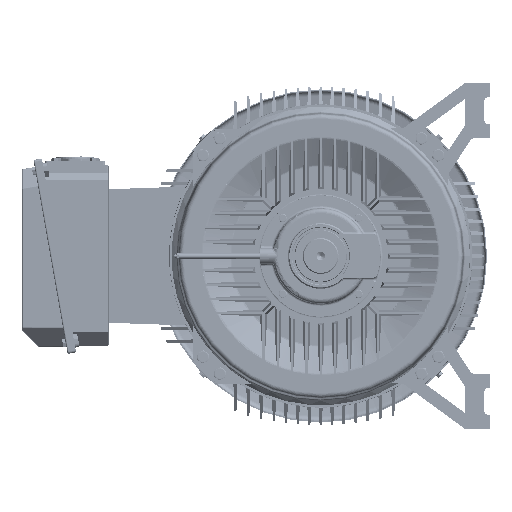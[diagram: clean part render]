
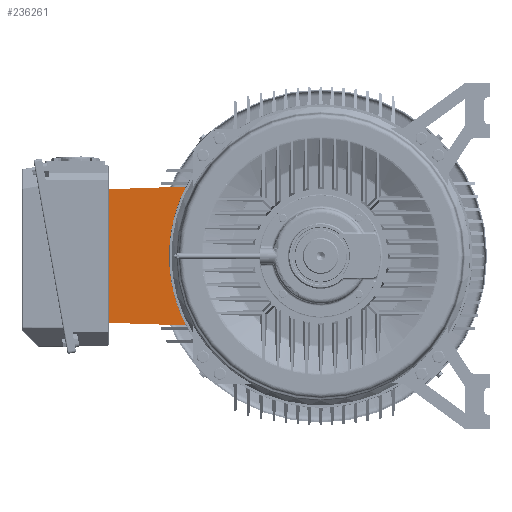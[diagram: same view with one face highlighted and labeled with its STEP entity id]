
A CAD part, left-side view. The second image highlights one B-rep face of the part: STEP entity #236261.
In plain terms, the highlighted planar face has unit normal (-0.999, 0.035, 0).
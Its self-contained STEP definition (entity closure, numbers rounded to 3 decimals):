
#6662 = CARTESIAN_POINT ( 'NONE',  ( -457.669, 282.674, 145.669 ) ) ;
#6752 = CARTESIAN_POINT ( 'NONE',  ( -457.669, 282.674, -145.669 ) ) ;
#6753 = CARTESIAN_POINT ( 'NONE',  ( -455.991, 330.717, -52.44 ) ) ;
#6755 = CARTESIAN_POINT ( 'NONE',  ( -455.991, 330.717, 52.44 ) ) ;
#6757 = CARTESIAN_POINT ( 'NONE',  ( -457.669, 282.674, 145.669 ) ) ;
#6762 =( BOUNDED_CURVE ( )  B_SPLINE_CURVE ( 3, ( #6757, #6755, #6753, #6752 ),
 .UNSPECIFIED., .F., .T. ) 
 B_SPLINE_CURVE_WITH_KNOTS ( ( 4, 4 ),
 ( 2.666, 3.617 ),
 .UNSPECIFIED. ) 
 CURVE ( )  GEOMETRIC_REPRESENTATION_ITEM ( )  RATIONAL_B_SPLINE_CURVE ( ( 1., 0.926, 0.926, 1. ) ) 
 REPRESENTATION_ITEM ( '' )  );
#6789 = CARTESIAN_POINT ( 'NONE',  ( -457.669, 282.674, -145.669 ) ) ;
#22032 = CARTESIAN_POINT ( 'NONE',  ( -452., 445., -140. ) ) ;
#22033 = DIRECTION ( 'NONE',  ( -0.035, -0.999, 0. ) ) ;
#22034 = DIRECTION ( 'NONE',  ( -0.999, 0.035, 0. ) ) ;
#22036 = AXIS2_PLACEMENT_3D ( 'NONE', #22042, #22034, #22033 ) ;
#22042 = CARTESIAN_POINT ( 'NONE',  ( -452., 445., 140. ) ) ;
#22043 = PLANE ( 'NONE',  #22036 ) ;
#22044 = FACE_OUTER_BOUND ( 'NONE', #236267, .T. ) ;
#22130 = DIRECTION ( 'NONE',  ( 0.035, 0.999, 0.035 ) ) ;
#22131 = VECTOR ( 'NONE', #22130, 1000. ) ;
#22132 = CARTESIAN_POINT ( 'NONE',  ( -451.659, 454.754, -139.659 ) ) ;
#22133 = LINE ( 'NONE', #22132, #22131 ) ;
#22262 = DIRECTION ( 'NONE',  ( 0., 0., 1. ) ) ;
#22263 = VECTOR ( 'NONE', #22262, 1000. ) ;
#22266 = CARTESIAN_POINT ( 'NONE',  ( -452., 445., 140. ) ) ;
#22268 = LINE ( 'NONE', #22266, #22263 ) ;
#22276 = DIRECTION ( 'NONE',  ( 0.035, 0.999, -0.035 ) ) ;
#22278 = VECTOR ( 'NONE', #22276, 1000. ) ;
#22279 = CARTESIAN_POINT ( 'NONE',  ( -452., 445., 140. ) ) ;
#22280 = LINE ( 'NONE', #22279, #22278 ) ;
#22291 = CARTESIAN_POINT ( 'NONE',  ( -452., 445., 140. ) ) ;
#228580 = VERTEX_POINT ( 'NONE', #6662 ) ;
#228583 = EDGE_CURVE ( 'NONE', #228580, #228616, #6762, .T. ) ;
#228616 = VERTEX_POINT ( 'NONE', #6789 ) ;
#236261 = ADVANCED_FACE ( 'NONE', ( #22044 ), #22043, .T. ) ;
#236267 = EDGE_LOOP ( 'NONE', ( #236341, #236347, #236351, #236356 ) ) ;
#236269 = VERTEX_POINT ( 'NONE', #22032 ) ;
#236281 = EDGE_CURVE ( 'NONE', #228616, #236269, #22133, .T. ) ;
#236341 = ORIENTED_EDGE ( 'NONE', *, *, #236342, .F. ) ;
#236342 = EDGE_CURVE ( 'NONE', #236269, #236394, #22268, .T. ) ;
#236347 = ORIENTED_EDGE ( 'NONE', *, *, #236281, .F. ) ;
#236351 = ORIENTED_EDGE ( 'NONE', *, *, #228583, .F. ) ;
#236356 = ORIENTED_EDGE ( 'NONE', *, *, #236401, .T. ) ;
#236394 = VERTEX_POINT ( 'NONE', #22291 ) ;
#236401 = EDGE_CURVE ( 'NONE', #228580, #236394, #22280, .T. ) ;
